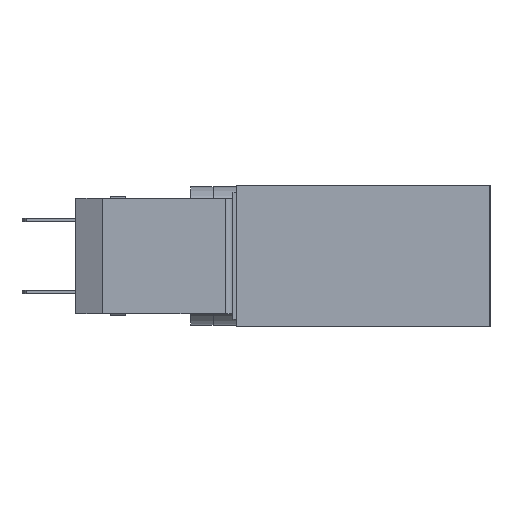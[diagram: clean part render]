
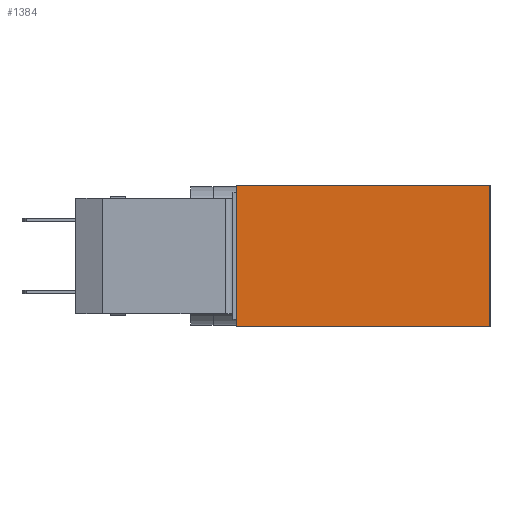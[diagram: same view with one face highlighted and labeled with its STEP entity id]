
A CAD part, left-side view. The second image highlights one B-rep face of the part: STEP entity #1384.
In plain terms, the highlighted planar face has unit normal (-1, 0, 0).
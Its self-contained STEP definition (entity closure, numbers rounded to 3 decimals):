
#1288=CARTESIAN_POINT('',(-46.5,-17.0,9.25));
#1289=VERTEX_POINT('',#1288);
#1290=CARTESIAN_POINT('',(-46.5,-17.,-9.25));
#1291=VERTEX_POINT('',#1290);
#1292=CARTESIAN_POINT('',(-46.5,-17.0,9.25));
#1293=DIRECTION('',(0.0,0.0,-1.0));
#1294=VECTOR('',#1293,18.5);
#1295=LINE('',#1292,#1294);
#1296=EDGE_CURVE('',#1289,#1291,#1295,.T.);
#1354=CARTESIAN_POINT('',(-46.5,-0.5,0.));
#1355=DIRECTION('',(1.0,0.0,0.0));
#1356=DIRECTION('',(0.0,0.0,-1.0));
#1357=AXIS2_PLACEMENT_3D('',#1354,#1355,#1356);
#1358=PLANE('',#1357);
#1359=ORIENTED_EDGE('',*,*,#1296,.F.);
#1360=CARTESIAN_POINT('',(-46.5,16.0,9.25));
#1361=VERTEX_POINT('',#1360);
#1362=CARTESIAN_POINT('',(-46.5,16.0,9.25));
#1363=DIRECTION('',(0.0,-1.0,0.0));
#1364=VECTOR('',#1363,33.0);
#1365=LINE('',#1362,#1364);
#1366=EDGE_CURVE('',#1361,#1289,#1365,.T.);
#1367=ORIENTED_EDGE('',*,*,#1366,.F.);
#1368=CARTESIAN_POINT('',(-46.5,16.0,-9.25));
#1369=VERTEX_POINT('',#1368);
#1370=CARTESIAN_POINT('',(-46.5,16.0,-9.25));
#1371=DIRECTION('',(0.0,0.0,1.0));
#1372=VECTOR('',#1371,18.5);
#1373=LINE('',#1370,#1372);
#1374=EDGE_CURVE('',#1369,#1361,#1373,.T.);
#1375=ORIENTED_EDGE('',*,*,#1374,.F.);
#1376=CARTESIAN_POINT('',(-46.5,-17.,-9.25));
#1377=DIRECTION('',(0.0,1.0,0.0));
#1378=VECTOR('',#1377,33.0);
#1379=LINE('',#1376,#1378);
#1380=EDGE_CURVE('',#1291,#1369,#1379,.T.);
#1381=ORIENTED_EDGE('',*,*,#1380,.F.);
#1382=EDGE_LOOP('',(#1359,#1367,#1375,#1381));
#1383=FACE_OUTER_BOUND('',#1382,.T.);
#1384=ADVANCED_FACE('',(#1383),#1358,.F.);
